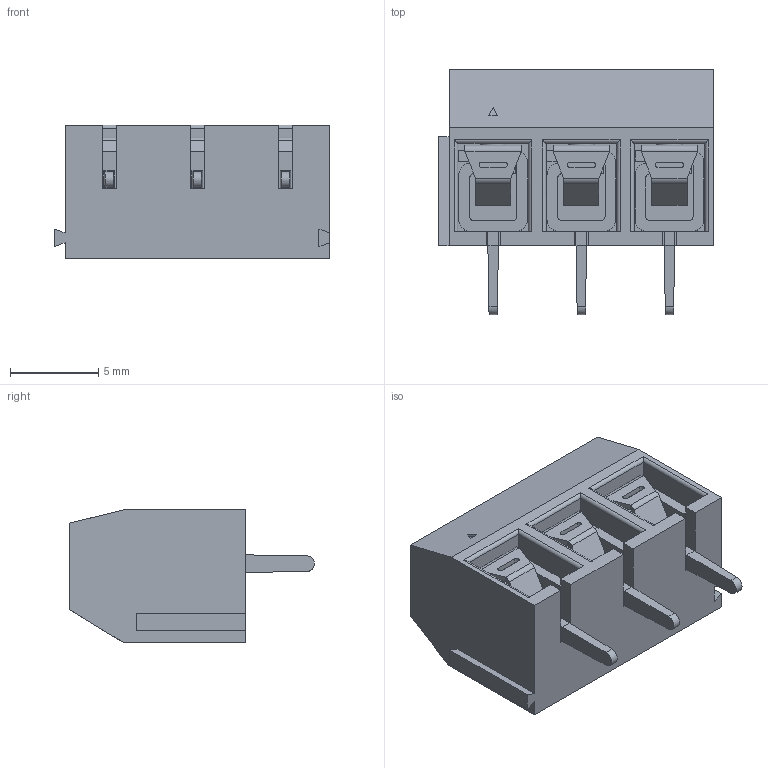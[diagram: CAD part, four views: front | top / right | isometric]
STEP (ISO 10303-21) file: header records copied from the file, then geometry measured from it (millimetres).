
FILE_DESCRIPTION (( 'STEP AP214' ), '1' );
FILE_NAME ('DG306-5.0-03P-12-00AH.STEP', '2021-01-21T19:58:02', ( '' ), ( '' ), 'SwSTEP 2.0', 'SolidWorks 2020', '' );
FILE_SCHEMA (( 'AUTOMOTIVE_DESIGN' ));
Length unit declared in the file: millimetre
Products named in the file (1): DG306-5.0-03P-12-00AH
Bounding box: 15.6 x 13.9 x 7.6 mm (x, y, z)
Volume: 833.5 mm3; surface area: 1699.6 mm2
Topology: 1 solids, 1 shells, 554 faces, 1470 edges, 959 vertices
Faces by surface type: plane 293, bspline 156, cylinder 78, torus 21, cone 6
Entity records: 30082 total; most frequent: CARTESIAN_POINT 12298, ORIENTED_EDGE 2940, DIRECTION 2094, EDGE_CURVE 1470, VERTEX_POINT 959, VECTOR 936, LINE 936, EDGE_LOOP 607
